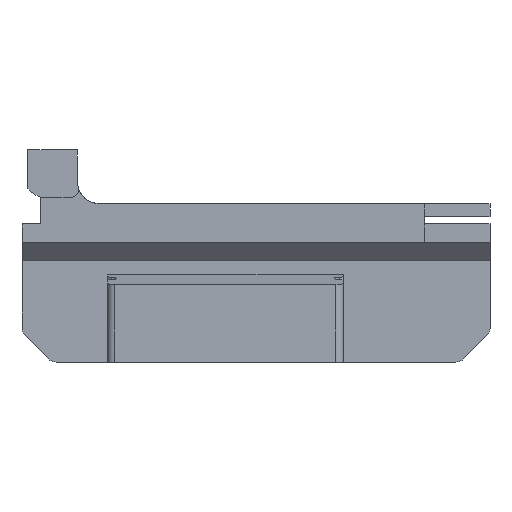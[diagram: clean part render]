
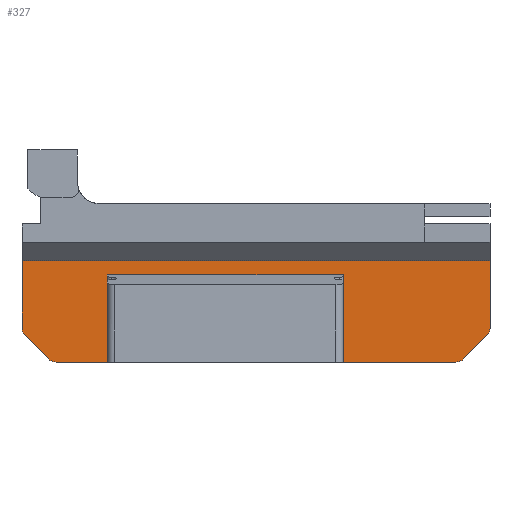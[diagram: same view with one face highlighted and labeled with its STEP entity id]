
A CAD part, left-side view. The second image highlights one B-rep face of the part: STEP entity #327.
In plain terms, the highlighted planar face has unit normal (-1, 0, 0).
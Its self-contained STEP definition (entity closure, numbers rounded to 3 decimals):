
#2 = DIRECTION ( 'NONE',  ( -1., 0., 0. ) ) ;
#5 = EDGE_LOOP ( 'NONE', ( #735, #1416, #1057, #1043, #646, #1087, #1711, #649, #749, #1499, #410, #280, #135, #472 ) ) ;
#15 = DIRECTION ( 'NONE',  ( 0., 1., 0. ) ) ;
#55 = LINE ( 'NONE', #61, #1602 ) ;
#61 = CARTESIAN_POINT ( 'NONE',  ( 366.121, 147.155, -40.05 ) ) ;
#83 = EDGE_CURVE ( 'NONE', #1382, #1582, #1071, .T. ) ;
#87 = LINE ( 'NONE', #1131, #981 ) ;
#97 = DIRECTION ( 'NONE',  ( -1., 0., 0. ) ) ;
#130 = VERTEX_POINT ( 'NONE', #193 ) ;
#135 = ORIENTED_EDGE ( 'NONE', *, *, #1464, .F. ) ;
#144 = DIRECTION ( 'NONE',  ( 0., 1., 0. ) ) ;
#157 = CARTESIAN_POINT ( 'NONE',  ( 366.121, 148.162, -35.428 ) ) ;
#162 = LINE ( 'NONE', #684, #1009 ) ;
#167 = DIRECTION ( 'NONE',  ( -1., 0., 0. ) ) ;
#193 = CARTESIAN_POINT ( 'NONE',  ( 366.121, 90.776, -40.05 ) ) ;
#205 = VERTEX_POINT ( 'NONE', #323 ) ;
#217 = CARTESIAN_POINT ( 'NONE',  ( 366.121, 90.155, -40.05 ) ) ;
#228 = DIRECTION ( 'NONE',  ( 0., 1., 0. ) ) ;
#245 = DIRECTION ( 'NONE',  ( 0., 0., -1. ) ) ;
#271 = DIRECTION ( 'NONE',  ( 0., 1., 0. ) ) ;
#280 = ORIENTED_EDGE ( 'NONE', *, *, #1271, .T. ) ;
#282 = VERTEX_POINT ( 'NONE', #1179 ) ;
#296 = DIRECTION ( 'NONE',  ( 0., -1., 0. ) ) ;
#323 = CARTESIAN_POINT ( 'NONE',  ( 366.121, 86.155, -26.3 ) ) ;
#327 = ADVANCED_FACE ( 'NONE', ( #904 ), #743, .F. ) ;
#334 = LINE ( 'NONE', #1141, #980 ) ;
#348 = CARTESIAN_POINT ( 'NONE',  ( 366.121, 138.062, -40.05 ) ) ;
#357 = CARTESIAN_POINT ( 'NONE',  ( 366.121, 86.155, -23.8 ) ) ;
#366 = AXIS2_PLACEMENT_3D ( 'NONE', #1365, #167, #688 ) ;
#391 = CARTESIAN_POINT ( 'NONE',  ( 366.121, 86.594, -36.489 ) ) ;
#396 = VECTOR ( 'NONE', #1169, 1000. ) ;
#397 = VECTOR ( 'NONE', #720, 1000. ) ;
#400 = AXIS2_PLACEMENT_3D ( 'NONE', #498, #97, #1026 ) ;
#401 = DIRECTION ( 'NONE',  ( 0., -0.707, -0.707 ) ) ;
#410 = ORIENTED_EDGE ( 'NONE', *, *, #1079, .T. ) ;
#413 = EDGE_CURVE ( 'NONE', #1556, #1382, #1004, .T. ) ;
#432 = CARTESIAN_POINT ( 'NONE',  ( 366.121, 149.222, -36.489 ) ) ;
#472 = ORIENTED_EDGE ( 'NONE', *, *, #811, .T. ) ;
#477 = DIRECTION ( 'NONE',  ( 0., 0., -1. ) ) ;
#478 = VERTEX_POINT ( 'NONE', #1452 ) ;
#483 = AXIS2_PLACEMENT_3D ( 'NONE', #1311, #1330, #15 ) ;
#498 = CARTESIAN_POINT ( 'NONE',  ( 366.121, 145.04, -38.55 ) ) ;
#537 = VERTEX_POINT ( 'NONE', #1510 ) ;
#585 = EDGE_CURVE ( 'NONE', #282, #687, #55, .T. ) ;
#627 = VERTEX_POINT ( 'NONE', #856 ) ;
#628 = CARTESIAN_POINT ( 'NONE',  ( 366.121, 138.062, -40.05 ) ) ;
#636 = LINE ( 'NONE', #1201, #1461 ) ;
#640 = EDGE_CURVE ( 'NONE', #130, #1634, #1658, .T. ) ;
#646 = ORIENTED_EDGE ( 'NONE', *, *, #585, .T. ) ;
#649 = ORIENTED_EDGE ( 'NONE', *, *, #1095, .T. ) ;
#684 = CARTESIAN_POINT ( 'NONE',  ( 366.121, 86.155, -23.8 ) ) ;
#687 = VERTEX_POINT ( 'NONE', #628 ) ;
#688 = DIRECTION ( 'NONE',  ( 0., 1., 0. ) ) ;
#718 = DIRECTION ( 'NONE',  ( 0., -1., 0. ) ) ;
#720 = DIRECTION ( 'NONE',  ( 0., -0.707, 0.707 ) ) ;
#728 = EDGE_CURVE ( 'NONE', #687, #987, #1150, .T. ) ;
#730 = LINE ( 'NONE', #877, #923 ) ;
#735 = ORIENTED_EDGE ( 'NONE', *, *, #779, .T. ) ;
#743 = PLANE ( 'NONE',  #1627 ) ;
#744 = CARTESIAN_POINT ( 'NONE',  ( 366.121, 149.662, -35.428 ) ) ;
#749 = ORIENTED_EDGE ( 'NONE', *, *, #1482, .T. ) ;
#779 = EDGE_CURVE ( 'NONE', #537, #1556, #1023, .T. ) ;
#785 = CIRCLE ( 'NONE', #483, 1.5 ) ;
#811 = EDGE_CURVE ( 'NONE', #205, #537, #636, .T. ) ;
#856 = CARTESIAN_POINT ( 'NONE',  ( 366.121, 106.062, -28.222 ) ) ;
#877 = CARTESIAN_POINT ( 'NONE',  ( 366.121, 86.155, -40.05 ) ) ;
#904 = FACE_OUTER_BOUND ( 'NONE', #5, .T. ) ;
#923 = VECTOR ( 'NONE', #718, 1000. ) ;
#980 = VECTOR ( 'NONE', #477, 1000. ) ;
#981 = VECTOR ( 'NONE', #1676, 1000. ) ;
#987 = VERTEX_POINT ( 'NONE', #1387 ) ;
#990 = CARTESIAN_POINT ( 'NONE',  ( 366.121, 146.101, -39.61 ) ) ;
#1004 = CIRCLE ( 'NONE', #1324, 1.5 ) ;
#1009 = VECTOR ( 'NONE', #1230, 1000. ) ;
#1023 = LINE ( 'NONE', #1417, #1376 ) ;
#1026 = DIRECTION ( 'NONE',  ( 0., 1., 0. ) ) ;
#1036 = CARTESIAN_POINT ( 'NONE',  ( 366.121, 89.715, -39.61 ) ) ;
#1043 = ORIENTED_EDGE ( 'NONE', *, *, #1705, .T. ) ;
#1057 = ORIENTED_EDGE ( 'NONE', *, *, #83, .T. ) ;
#1071 = LINE ( 'NONE', #1579, #1152 ) ;
#1079 = EDGE_CURVE ( 'NONE', #1634, #1661, #1702, .T. ) ;
#1087 = ORIENTED_EDGE ( 'NONE', *, *, #728, .T. ) ;
#1095 = EDGE_CURVE ( 'NONE', #627, #478, #334, .T. ) ;
#1131 = CARTESIAN_POINT ( 'NONE',  ( 366.121, 72.149, -28.222 ) ) ;
#1141 = CARTESIAN_POINT ( 'NONE',  ( 366.121, 106.062, -40.05 ) ) ;
#1150 = LINE ( 'NONE', #348, #396 ) ;
#1152 = VECTOR ( 'NONE', #401, 1000. ) ;
#1169 = DIRECTION ( 'NONE',  ( 0., 0., 1. ) ) ;
#1172 = CARTESIAN_POINT ( 'NONE',  ( 366.121, 86.155, -35.428 ) ) ;
#1179 = CARTESIAN_POINT ( 'NONE',  ( 366.121, 145.04, -40.05 ) ) ;
#1201 = CARTESIAN_POINT ( 'NONE',  ( 366.121, 147.155, -26.3 ) ) ;
#1230 = DIRECTION ( 'NONE',  ( 0., 0., -1. ) ) ;
#1271 = EDGE_CURVE ( 'NONE', #1661, #1671, #785, .T. ) ;
#1311 = CARTESIAN_POINT ( 'NONE',  ( 366.121, 87.655, -35.428 ) ) ;
#1324 = AXIS2_PLACEMENT_3D ( 'NONE', #157, #2, #271 ) ;
#1330 = DIRECTION ( 'NONE',  ( -1., 0., 0. ) ) ;
#1365 = CARTESIAN_POINT ( 'NONE',  ( 366.121, 90.776, -38.55 ) ) ;
#1376 = VECTOR ( 'NONE', #245, 1000. ) ;
#1382 = VERTEX_POINT ( 'NONE', #432 ) ;
#1387 = CARTESIAN_POINT ( 'NONE',  ( 366.121, 138.062, -28.222 ) ) ;
#1416 = ORIENTED_EDGE ( 'NONE', *, *, #413, .T. ) ;
#1417 = CARTESIAN_POINT ( 'NONE',  ( 366.121, 149.662, -40.05 ) ) ;
#1425 = DIRECTION ( 'NONE',  ( 1., 0., 0. ) ) ;
#1438 = CIRCLE ( 'NONE', #400, 1.5 ) ;
#1452 = CARTESIAN_POINT ( 'NONE',  ( 366.121, 106.062, -40.05 ) ) ;
#1461 = VECTOR ( 'NONE', #144, 1000. ) ;
#1464 = EDGE_CURVE ( 'NONE', #205, #1671, #162, .T. ) ;
#1482 = EDGE_CURVE ( 'NONE', #478, #130, #730, .T. ) ;
#1499 = ORIENTED_EDGE ( 'NONE', *, *, #640, .T. ) ;
#1510 = CARTESIAN_POINT ( 'NONE',  ( 366.121, 149.662, -26.3 ) ) ;
#1512 = EDGE_CURVE ( 'NONE', #627, #987, #87, .T. ) ;
#1556 = VERTEX_POINT ( 'NONE', #744 ) ;
#1579 = CARTESIAN_POINT ( 'NONE',  ( 366.121, 145.662, -40.05 ) ) ;
#1582 = VERTEX_POINT ( 'NONE', #990 ) ;
#1602 = VECTOR ( 'NONE', #296, 1000. ) ;
#1627 = AXIS2_PLACEMENT_3D ( 'NONE', #357, #1425, #228 ) ;
#1634 = VERTEX_POINT ( 'NONE', #1036 ) ;
#1658 = CIRCLE ( 'NONE', #366, 1.5 ) ;
#1661 = VERTEX_POINT ( 'NONE', #391 ) ;
#1671 = VERTEX_POINT ( 'NONE', #1172 ) ;
#1676 = DIRECTION ( 'NONE',  ( 0., 1., 0. ) ) ;
#1702 = LINE ( 'NONE', #217, #397 ) ;
#1705 = EDGE_CURVE ( 'NONE', #1582, #282, #1438, .T. ) ;
#1711 = ORIENTED_EDGE ( 'NONE', *, *, #1512, .F. ) ;
